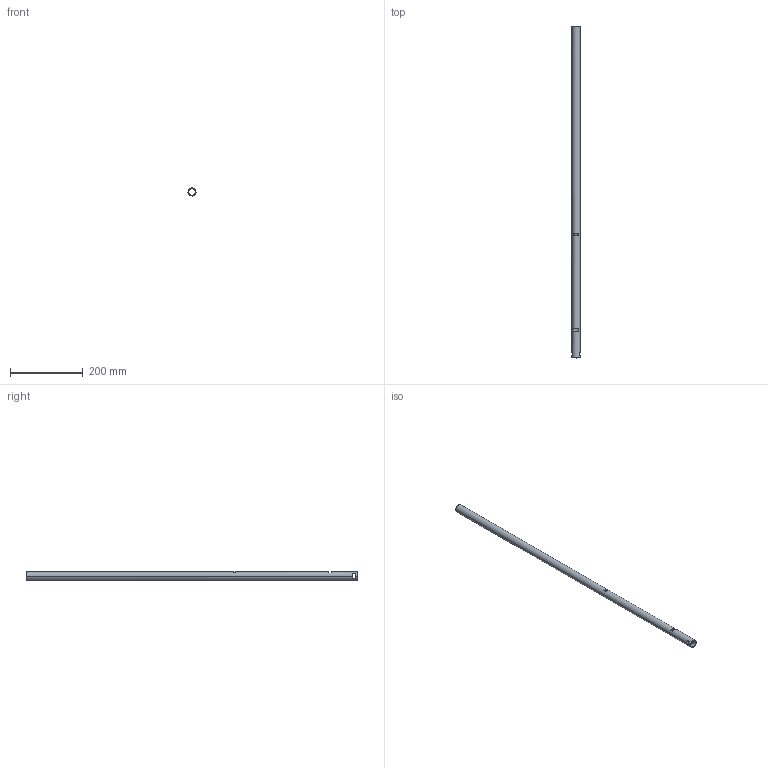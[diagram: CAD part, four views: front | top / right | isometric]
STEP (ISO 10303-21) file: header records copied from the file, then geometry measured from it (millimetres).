
FILE_DESCRIPTION (( 'STEP AP203' ), '1' );
FILE_NAME ('colonne direction.STEP', '2018-02-14T18:02:23', ( '' ), ( '' ), 'SwSTEP 2.0', 'SolidWorks 2015', '' );
FILE_SCHEMA (( 'CONFIG_CONTROL_DESIGN' ));
Length unit declared in the file: millimetre
Products named in the file (1): colonne direction
Bounding box: 22 x 912 x 22 mm (x, y, z)
Volume: 87510 mm3; surface area: 117131.4 mm2
Topology: 1 solids, 1 shells, 24 faces, 78 edges, 52 vertices
Faces by surface type: plane 14, cylinder 10
Entity records: 1055 total; most frequent: CARTESIAN_POINT 263, ORIENTED_EDGE 156, DIRECTION 148, EDGE_CURVE 78, AXIS2_PLACEMENT_3D 57, VERTEX_POINT 52, VECTOR 34, LINE 34
